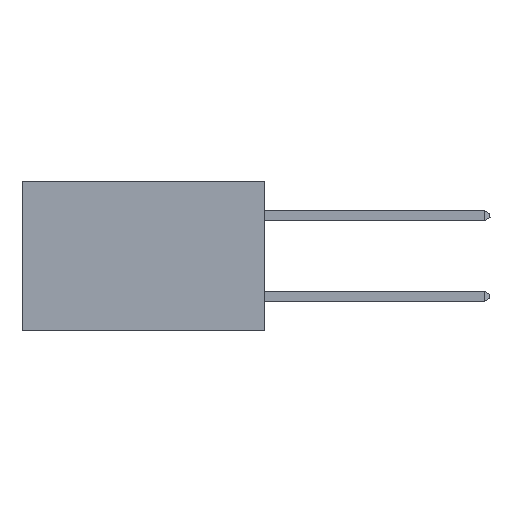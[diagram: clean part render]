
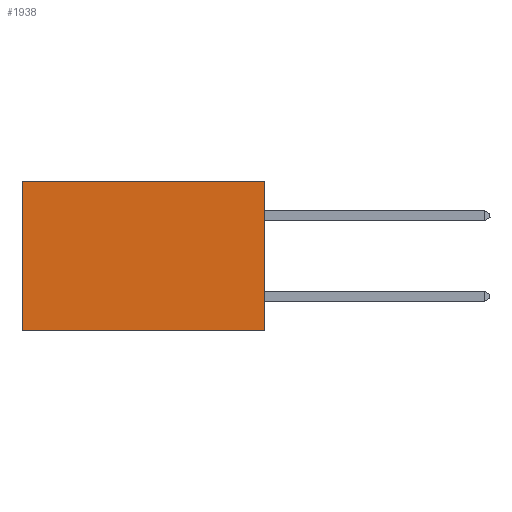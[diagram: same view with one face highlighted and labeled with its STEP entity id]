
A CAD part, left-side view. The second image highlights one B-rep face of the part: STEP entity #1938.
In plain terms, the highlighted planar face has unit normal (-1, 0, 0).
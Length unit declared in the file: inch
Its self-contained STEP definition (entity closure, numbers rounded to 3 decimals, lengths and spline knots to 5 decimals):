
#1344 = DIRECTION ( 'NONE',  ( 0., 0., -1. ) ) ;
#1938 = ADVANCED_FACE ( 'NONE', ( #18783 ), #12269, .F. ) ;
#2595 = VECTOR ( 'NONE', #10125, 39.37008 ) ;
#3296 = CARTESIAN_POINT ( 'NONE',  ( 0.298, 0., 0. ) ) ;
#4728 = EDGE_CURVE ( 'NONE', #26265, #4782, #27915, .T. ) ;
#4782 = VERTEX_POINT ( 'NONE', #11621 ) ;
#4953 = AXIS2_PLACEMENT_3D ( 'NONE', #3296, #19133, #1344 ) ;
#6302 = DIRECTION ( 'NONE',  ( 0., 0., -1. ) ) ;
#7057 = CARTESIAN_POINT ( 'NONE',  ( 0.298, 0., -0.37 ) ) ;
#7669 = ORIENTED_EDGE ( 'NONE', *, *, #10323, .T. ) ;
#9144 = CARTESIAN_POINT ( 'NONE',  ( 0.298, 0.6, 0. ) ) ;
#9659 = CARTESIAN_POINT ( 'NONE',  ( 0.298, 0., -0.37 ) ) ;
#10125 = DIRECTION ( 'NONE',  ( 0., 1., 0. ) ) ;
#10323 = EDGE_CURVE ( 'NONE', #28253, #19289, #20535, .T. ) ;
#10733 = CARTESIAN_POINT ( 'NONE',  ( 0.298, 0.6, 0. ) ) ;
#11621 = CARTESIAN_POINT ( 'NONE',  ( 0.298, 0.6, -0.37 ) ) ;
#12269 = PLANE ( 'NONE',  #4953 ) ;
#12344 = DIRECTION ( 'NONE',  ( 0., 0., -1. ) ) ;
#12681 = ORIENTED_EDGE ( 'NONE', *, *, #19906, .F. ) ;
#13479 = EDGE_CURVE ( 'NONE', #19289, #4782, #25262, .T. ) ;
#13504 = CARTESIAN_POINT ( 'NONE',  ( 0.298, 0., 0. ) ) ;
#15432 = VECTOR ( 'NONE', #6302, 39.37008 ) ;
#18783 = FACE_OUTER_BOUND ( 'NONE', #21465, .T. ) ;
#19133 = DIRECTION ( 'NONE',  ( 1., 0., 0. ) ) ;
#19289 = VERTEX_POINT ( 'NONE', #9144 ) ;
#19906 = EDGE_CURVE ( 'NONE', #28253, #26265, #26977, .T. ) ;
#20535 = LINE ( 'NONE', #20652, #2595 ) ;
#20652 = CARTESIAN_POINT ( 'NONE',  ( 0.298, 0., 0. ) ) ;
#20957 = VECTOR ( 'NONE', #12344, 39.37008 ) ;
#21465 = EDGE_LOOP ( 'NONE', ( #28002, #27154, #12681, #7669 ) ) ;
#21915 = VECTOR ( 'NONE', #27076, 39.37008 ) ;
#25262 = LINE ( 'NONE', #10733, #15432 ) ;
#25787 = CARTESIAN_POINT ( 'NONE',  ( 0.298, 0., 0. ) ) ;
#26265 = VERTEX_POINT ( 'NONE', #9659 ) ;
#26977 = LINE ( 'NONE', #25787, #20957 ) ;
#27076 = DIRECTION ( 'NONE',  ( 0., 1., 0. ) ) ;
#27154 = ORIENTED_EDGE ( 'NONE', *, *, #4728, .F. ) ;
#27915 = LINE ( 'NONE', #7057, #21915 ) ;
#28002 = ORIENTED_EDGE ( 'NONE', *, *, #13479, .T. ) ;
#28253 = VERTEX_POINT ( 'NONE', #13504 ) ;
